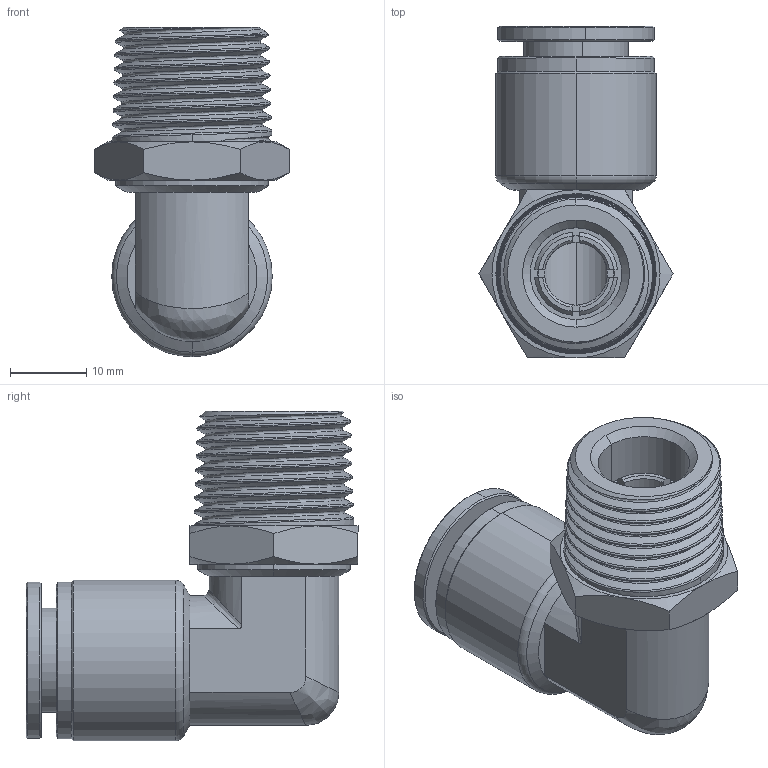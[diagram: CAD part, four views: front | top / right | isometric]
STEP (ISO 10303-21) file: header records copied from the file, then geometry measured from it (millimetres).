
FILE_DESCRIPTION (( 'STEP AP214' ), '1' );
FILE_NAME ('MES12R1-2W.STEP', '2018-07-20T16:52:50', ( '' ), ( '' ), 'SwSTEP 2.0', 'SolidWorks 2016', '' );
FILE_SCHEMA (( 'AUTOMOTIVE_DESIGN' ));
Length unit declared in the file: millimetre
Products named in the file (1): MES12R1-2W
Bounding box: 25.4 x 43.43 x 43.11 mm (x, y, z)
Volume: 12027 mm3; surface area: 12475.8 mm2
Topology: 7 solids, 7 shells, 570 faces, 1552 edges, 1005 vertices
Faces by surface type: plane 201, cone 180, cylinder 93, bspline 92, torus 4
Entity records: 32986 total; most frequent: CARTESIAN_POINT 13417, ORIENTED_EDGE 3100, DIRECTION 2360, EDGE_CURVE 1550, VERTEX_POINT 1005, AXIS2_PLACEMENT_3D 952, EDGE_LOOP 595, B_SPLINE_CURVE_WITH_KNOTS 586
